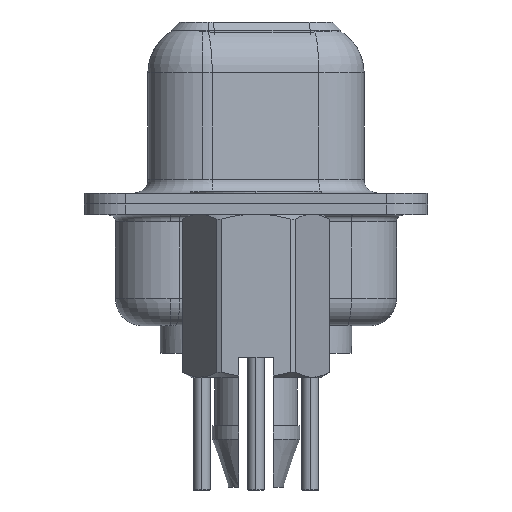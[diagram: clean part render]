
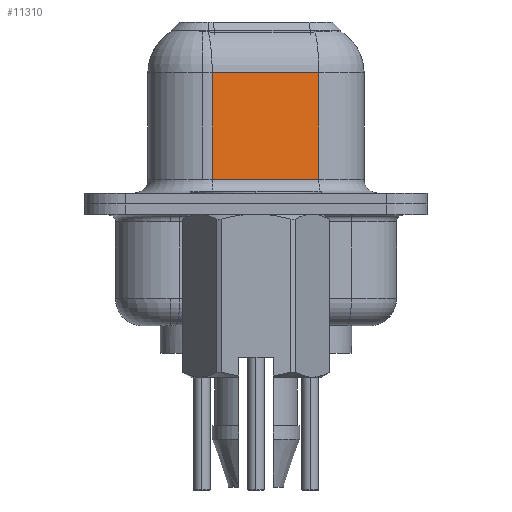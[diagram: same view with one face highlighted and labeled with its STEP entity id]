
A CAD part, left-side view. The second image highlights one B-rep face of the part: STEP entity #11310.
In plain terms, the highlighted planar face has unit normal (-0.985, -0.174, 0).
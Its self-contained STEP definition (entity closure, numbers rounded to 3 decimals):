
#444 = VECTOR ( 'NONE', #27570, 1000. ) ;
#567 = CARTESIAN_POINT ( 'NONE',  ( 4.375, 1.603, 6.55 ) ) ;
#1230 = CARTESIAN_POINT ( 'NONE',  ( 5.063, -2.297, 6.55 ) ) ;
#1672 = DIRECTION ( 'NONE',  ( 0., 0., -1. ) ) ;
#2207 = LINE ( 'NONE', #7143, #444 ) ;
#2988 = ORIENTED_EDGE ( 'NONE', *, *, #23472, .T. ) ;
#6262 = FACE_OUTER_BOUND ( 'NONE', #29270, .T. ) ;
#7143 = CARTESIAN_POINT ( 'NONE',  ( 5.063, -2.297, 4.8 ) ) ;
#7563 = CARTESIAN_POINT ( 'NONE',  ( 5.063, -2.297, 0.9 ) ) ;
#8501 = VERTEX_POINT ( 'NONE', #14949 ) ;
#9685 = ORIENTED_EDGE ( 'NONE', *, *, #28030, .T. ) ;
#11310 = ADVANCED_FACE ( 'NONE', ( #6262 ), #20311, .F. ) ;
#11629 = CARTESIAN_POINT ( 'NONE',  ( 5.063, -2.297, 4.8 ) ) ;
#11864 = VERTEX_POINT ( 'NONE', #24674 ) ;
#12336 = CARTESIAN_POINT ( 'NONE',  ( 4.375, 1.603, 4.8 ) ) ;
#12887 = VERTEX_POINT ( 'NONE', #11629 ) ;
#14127 = EDGE_CURVE ( 'NONE', #12887, #25053, #2207, .T. ) ;
#14900 = ORIENTED_EDGE ( 'NONE', *, *, #14127, .T. ) ;
#14949 = CARTESIAN_POINT ( 'NONE',  ( 4.375, 1.603, 0.9 ) ) ;
#15167 = DIRECTION ( 'NONE',  ( 0.985, 0.174, 0. ) ) ;
#15761 = DIRECTION ( 'NONE',  ( -0.174, 0.985, 0. ) ) ;
#16777 = DIRECTION ( 'NONE',  ( 0.174, -0.985, 0. ) ) ;
#18357 = VECTOR ( 'NONE', #1672, 1000. ) ;
#19762 = LINE ( 'NONE', #1230, #18357 ) ;
#19858 = CARTESIAN_POINT ( 'NONE',  ( 5.063, -2.297, 6.55 ) ) ;
#19902 = VECTOR ( 'NONE', #28643, 1000. ) ;
#20279 = VECTOR ( 'NONE', #16777, 1000. ) ;
#20311 = PLANE ( 'NONE',  #24536 ) ;
#22445 = EDGE_CURVE ( 'NONE', #12887, #11864, #19762, .T. ) ;
#23472 = EDGE_CURVE ( 'NONE', #8501, #11864, #28290, .T. ) ;
#24536 = AXIS2_PLACEMENT_3D ( 'NONE', #19858, #15167, #15761 ) ;
#24674 = CARTESIAN_POINT ( 'NONE',  ( 5.063, -2.297, 0.9 ) ) ;
#25053 = VERTEX_POINT ( 'NONE', #12336 ) ;
#25917 = LINE ( 'NONE', #567, #19902 ) ;
#27568 = ORIENTED_EDGE ( 'NONE', *, *, #22445, .F. ) ;
#27570 = DIRECTION ( 'NONE',  ( -0.174, 0.985, 0. ) ) ;
#28030 = EDGE_CURVE ( 'NONE', #25053, #8501, #25917, .T. ) ;
#28290 = LINE ( 'NONE', #7563, #20279 ) ;
#28643 = DIRECTION ( 'NONE',  ( 0., 0., -1. ) ) ;
#29270 = EDGE_LOOP ( 'NONE', ( #27568, #14900, #9685, #2988 ) ) ;
